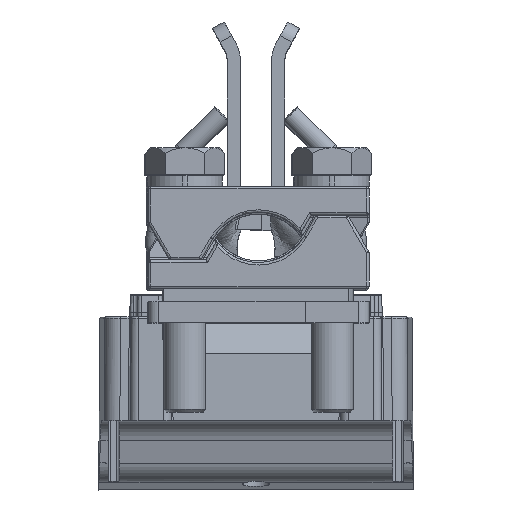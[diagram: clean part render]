
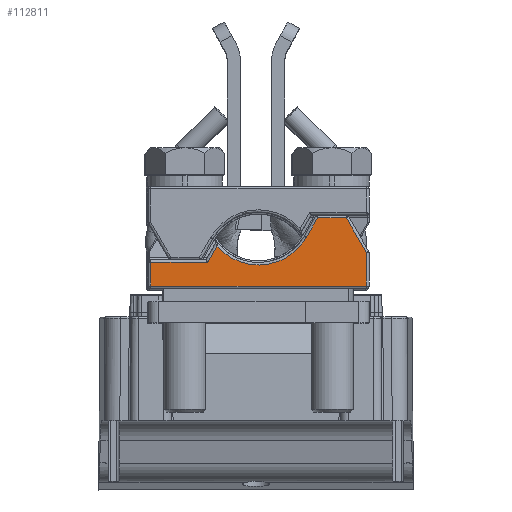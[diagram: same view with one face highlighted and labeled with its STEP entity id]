
A CAD part, top view. The second image highlights one B-rep face of the part: STEP entity #112811.
In plain terms, the highlighted face is planar.
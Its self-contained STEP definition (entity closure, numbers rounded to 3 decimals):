
#105875=DIRECTION('',(-1.,0.,0.));
#105876=VECTOR('',#105875,10.789);
#105877=CARTESIAN_POINT('',(20.5,11.,
5.));
#105878=LINE('',#105877,#105876);
#105882=DIRECTION('',(-0.5,0.,0.866));
#105883=VECTOR('',#105882,3.585);
#105884=CARTESIAN_POINT('',(9.711,11.,5.));
#105885=LINE('',#105884,#105883);
#105889=CARTESIAN_POINT('',(0.,10.999,
15.001));
#105890=DIRECTION('',(0.,1.,0.));
#105891=DIRECTION('',(0.754,0.,-0.657));
#105892=AXIS2_PLACEMENT_3D('',#105889,#105890,#105891);
#105897=DIRECTION('',(-0.5,0.,0.866));
#105898=VECTOR('',#105897,4.33);
#105899=CARTESIAN_POINT('',(-9.093,11.,
9.75));
#105900=LINE('',#105899,#105898);
#105904=DIRECTION('',(-1.,0.,0.));
#105905=VECTOR('',#105904,5.412);
#105906=CARTESIAN_POINT('',(-11.258,11.,
13.5));
#105907=LINE('',#105906,#105905);
#105911=DIRECTION('',(-0.5,0.,
-0.866));
#105912=VECTOR('',#105911,7.66);
#105913=CARTESIAN_POINT('',(-16.67,11.,
13.5));
#105914=LINE('',#105913,#105912);
#105918=DIRECTION('',(0.,0.,-1.));
#105919=VECTOR('',#105918,6.366);
#105920=CARTESIAN_POINT('',(-20.5,11.,
6.866));
#105921=LINE('',#105920,#105919);
#105925=DIRECTION('',(1.,0.,0.));
#105926=VECTOR('',#105925,41.);
#105927=CARTESIAN_POINT('',(-20.5,11.,
0.5));
#105928=LINE('',#105927,#105926);
#105932=DIRECTION('',(0.,0.,1.));
#105933=VECTOR('',#105932,4.5);
#105934=CARTESIAN_POINT('',(20.5,11.,
0.5));
#105935=LINE('',#105934,#105933);
#112091=CARTESIAN_POINT('',(20.5,11.,
5.));
#112092=CARTESIAN_POINT('',(9.711,11.,5.));
#112093=VERTEX_POINT('',#112091);
#112094=VERTEX_POINT('',#112092);
#112095=CARTESIAN_POINT('',(7.919,11.,
8.105));
#112096=VERTEX_POINT('',#112095);
#112097=CARTESIAN_POINT('',(-9.093,11.,
9.749));
#112098=VERTEX_POINT('',#112097);
#112099=CARTESIAN_POINT('',(-11.258,11.,
13.5));
#112100=VERTEX_POINT('',#112099);
#112101=CARTESIAN_POINT('',(-16.67,11.,
13.5));
#112102=VERTEX_POINT('',#112101);
#112103=CARTESIAN_POINT('',(-20.5,11.,
6.866));
#112104=VERTEX_POINT('',#112103);
#112105=CARTESIAN_POINT('',(-20.5,11.,
0.5));
#112106=VERTEX_POINT('',#112105);
#112107=CARTESIAN_POINT('',(20.5,11.,
0.5));
#112108=VERTEX_POINT('',#112107);
#112786=CARTESIAN_POINT('',(0.,11.,0.));
#112787=DIRECTION('',(0.,-1.,0.));
#112788=DIRECTION('',(0.,0.,1.));
#112789=AXIS2_PLACEMENT_3D('',#112786,#112787,#112788);
#112790=PLANE('',#112789);
#112792=ORIENTED_EDGE('',*,*,#112791,.T.);
#112794=ORIENTED_EDGE('',*,*,#112793,.T.);
#112796=ORIENTED_EDGE('',*,*,#112795,.T.);
#112798=ORIENTED_EDGE('',*,*,#112797,.T.);
#112800=ORIENTED_EDGE('',*,*,#112799,.T.);
#112802=ORIENTED_EDGE('',*,*,#112801,.T.);
#112804=ORIENTED_EDGE('',*,*,#112803,.T.);
#112806=ORIENTED_EDGE('',*,*,#112805,.T.);
#112808=ORIENTED_EDGE('',*,*,#112807,.T.);
#112809=EDGE_LOOP('',(#112792,#112794,#112796,#112798,#112800,#112802,#112804,
#112806,#112808));
#112810=FACE_OUTER_BOUND('',#112809,.F.);
#105893=CIRCLE('',#105892,10.501);
#112791=EDGE_CURVE('',#112093,#112094,#105878,.T.);
#112793=EDGE_CURVE('',#112094,#112096,#105885,.T.);
#112795=EDGE_CURVE('',#112096,#112098,#105893,.T.);
#112797=EDGE_CURVE('',#112098,#112100,#105900,.T.);
#112799=EDGE_CURVE('',#112100,#112102,#105907,.T.);
#112801=EDGE_CURVE('',#112102,#112104,#105914,.T.);
#112803=EDGE_CURVE('',#112104,#112106,#105921,.T.);
#112805=EDGE_CURVE('',#112106,#112108,#105928,.T.);
#112807=EDGE_CURVE('',#112108,#112093,#105935,.T.);
#112811=ADVANCED_FACE('',(#112810),#112790,.F.);
